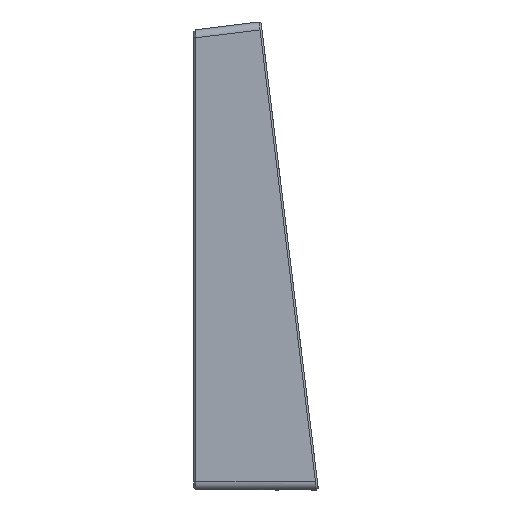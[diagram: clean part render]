
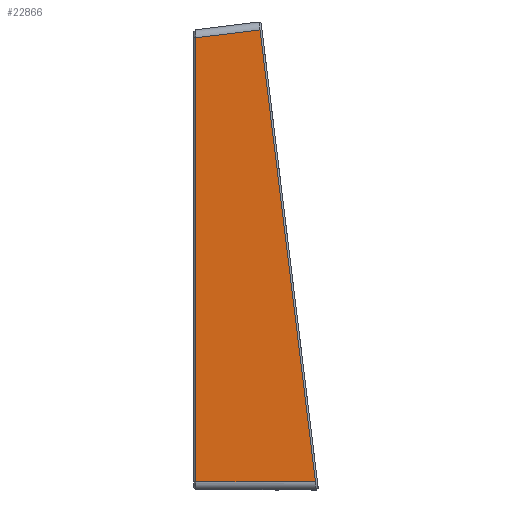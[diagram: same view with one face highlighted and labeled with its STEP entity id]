
A CAD part, left-side view. The second image highlights one B-rep face of the part: STEP entity #22866.
In plain terms, the highlighted planar face has unit normal (-1, 0, 0).
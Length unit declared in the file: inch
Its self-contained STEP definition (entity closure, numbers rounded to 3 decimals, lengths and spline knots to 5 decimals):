
#75 = ORIENTED_EDGE ( 'NONE', *, *, #719, .T. ) ;
#96 = VECTOR ( 'NONE', #3301, 39.37008 ) ;
#148 = ORIENTED_EDGE ( 'NONE', *, *, #18238, .T. ) ;
#157 = VERTEX_POINT ( 'NONE', #38724 ) ;
#719 = EDGE_CURVE ( 'NONE', #8125, #33439, #28538, .T. ) ;
#2019 = ORIENTED_EDGE ( 'NONE', *, *, #27909, .T. ) ;
#3301 = DIRECTION ( 'NONE',  ( 0., -1., 0. ) ) ;
#7547 = EDGE_CURVE ( 'NONE', #33439, #157, #19433, .T. ) ;
#8125 = VERTEX_POINT ( 'NONE', #27848 ) ;
#9164 = CARTESIAN_POINT ( 'NONE',  ( -1.84326, 7.30311, 10.37643 ) ) ;
#9196 = LINE ( 'NONE', #28168, #10599 ) ;
#10599 = VECTOR ( 'NONE', #28022, 39.37008 ) ;
#11685 = CARTESIAN_POINT ( 'NONE',  ( -1.84326, 7.02179, 8.08521 ) ) ;
#12675 = CARTESIAN_POINT ( 'NONE',  ( -1.84326, 8.21604, 8.08521 ) ) ;
#15173 = VECTOR ( 'NONE', #39091, 39.37008 ) ;
#15424 = EDGE_LOOP ( 'NONE', ( #75, #34301, #2019, #148 ) ) ;
#15815 = CARTESIAN_POINT ( 'NONE',  ( -1.84326, 8.20644, 12.44404 ) ) ;
#18238 = EDGE_CURVE ( 'NONE', #19944, #8125, #9196, .T. ) ;
#19320 = CARTESIAN_POINT ( 'NONE',  ( -1.84326, 8.21604, 10.26433 ) ) ;
#19433 = LINE ( 'NONE', #9164, #15173 ) ;
#19742 = CARTESIAN_POINT ( 'NONE',  ( -1.84326, 8.19635, 12.44528 ) ) ;
#19944 = VERTEX_POINT ( 'NONE', #19742 ) ;
#21512 = DIRECTION ( 'NONE',  ( 0., 0.993, -0.122 ) ) ;
#22155 = DIRECTION ( 'NONE',  ( 1., 0., 0. ) ) ;
#22866 = ADVANCED_FACE ( 'NONE', ( #30231 ), #33531, .F. ) ;
#27848 = CARTESIAN_POINT ( 'NONE',  ( -1.84326, 8.19635, 8.08521 ) ) ;
#27909 = EDGE_CURVE ( 'NONE', #157, #19944, #36606, .T. ) ;
#28022 = DIRECTION ( 'NONE',  ( 0., 0., -1. ) ) ;
#28117 = VECTOR ( 'NONE', #21512, 39.37008 ) ;
#28168 = CARTESIAN_POINT ( 'NONE',  ( -1.84326, 8.19635, 10.26433 ) ) ;
#28538 = LINE ( 'NONE', #12675, #96 ) ;
#28691 = DIRECTION ( 'NONE',  ( 0., 0., -1. ) ) ;
#30231 = FACE_OUTER_BOUND ( 'NONE', #15424, .T. ) ;
#33439 = VERTEX_POINT ( 'NONE', #11685 ) ;
#33531 = PLANE ( 'NONE',  #34822 ) ;
#34301 = ORIENTED_EDGE ( 'NONE', *, *, #7547, .T. ) ;
#34822 = AXIS2_PLACEMENT_3D ( 'NONE', #19320, #22155, #28691 ) ;
#36606 = LINE ( 'NONE', #15815, #28117 ) ;
#38724 = CARTESIAN_POINT ( 'NONE',  ( -1.84326, 7.56663, 12.5226 ) ) ;
#39091 = DIRECTION ( 'NONE',  ( 0., 0.122, 0.993 ) ) ;
